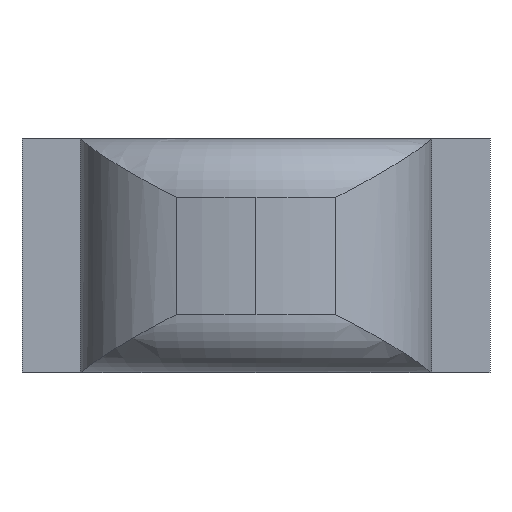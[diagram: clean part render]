
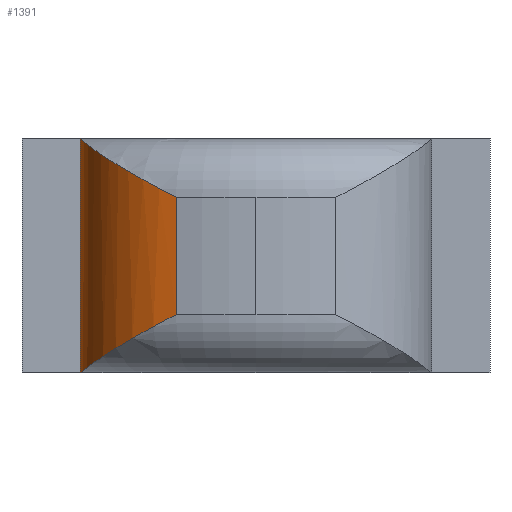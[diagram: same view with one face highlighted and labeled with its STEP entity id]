
A CAD part, left-side view. The second image highlights one B-rep face of the part: STEP entity #1391.
In plain terms, the highlighted cylindrical face has radius 1.125 mm (diameter 2.25 mm), a partial arc.
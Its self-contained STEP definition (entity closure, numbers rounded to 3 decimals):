
#1323 = EDGE_CURVE ( 'NONE', #2182, #1676, #9436, .T. ) ;
#1369 = ORIENTED_EDGE ( 'NONE', *, *, #1323, .F. ) ;
#1370 = ORIENTED_EDGE ( 'NONE', *, *, #2282, .F. ) ;
#1371 = ORIENTED_EDGE ( 'NONE', *, *, #1386, .F. ) ;
#1372 = ORIENTED_EDGE ( 'NONE', *, *, #2255, .F. ) ;
#1386 = EDGE_CURVE ( 'NONE', #2256, #2233, #9552, .T. ) ;
#1391 = ADVANCED_FACE ( 'NONE', ( #9596 ), #9628, .T. ) ;
#1392 = EDGE_LOOP ( 'NONE', ( #1369, #1370, #1371, #1372 ) ) ;
#1676 = VERTEX_POINT ( 'NONE', #10481 ) ;
#2182 = VERTEX_POINT ( 'NONE', #12241 ) ;
#2233 = VERTEX_POINT ( 'NONE', #12442 ) ;
#2255 = EDGE_CURVE ( 'NONE', #1676, #2256, #12471, .T. ) ;
#2256 = VERTEX_POINT ( 'NONE', #12467 ) ;
#2282 = EDGE_CURVE ( 'NONE', #2233, #2182, #12551, .T. ) ;
#9422 = CARTESIAN_POINT ( 'NONE',  ( -2.655, 0.682, 0.5 ) ) ;
#9423 = CARTESIAN_POINT ( 'NONE',  ( -2.592, 0.905, 0.614 ) ) ;
#9424 = CARTESIAN_POINT ( 'NONE',  ( -2.458, 1.109, 0.73 ) ) ;
#9425 = CARTESIAN_POINT ( 'NONE',  ( -2.176, 1.332, 0.873 ) ) ;
#9426 = CARTESIAN_POINT ( 'NONE',  ( -2.067, 1.393, 0.915 ) ) ;
#9427 = CARTESIAN_POINT ( 'NONE',  ( -1.832, 1.477, 0.978 ) ) ;
#9428 = CARTESIAN_POINT ( 'NONE',  ( -1.703, 1.5, 1. ) ) ;
#9429 = CARTESIAN_POINT ( 'NONE',  ( -1.573, 1.5, 1. ) ) ;
#9436 = B_SPLINE_CURVE_WITH_KNOTS ( 'NONE', 3,
 ( #9429, #9428, #9427, #9426, #9425, #9424, #9423, #9422 ),
 .UNSPECIFIED., .F., .F.,
 ( 4, 2, 2, 4 ),
 ( 0., 0., 0.001, 0.002 ),
 .UNSPECIFIED. ) ;
#9552 = B_SPLINE_CURVE_WITH_KNOTS ( 'NONE', 3,
 ( #9604, #9603, #9602, #9601, #9600, #9599, #9598, #9597 ),
 .UNSPECIFIED., .F., .F.,
 ( 4, 2, 2, 4 ),
 ( 0., 0.001, 0.001, 0.002 ),
 .UNSPECIFIED. ) ;
#9596 = FACE_OUTER_BOUND ( 'NONE', #1392, .T. ) ;
#9597 = CARTESIAN_POINT ( 'NONE',  ( -1.573, 1.5, -1. ) ) ;
#9598 = CARTESIAN_POINT ( 'NONE',  ( -1.703, 1.5, -1. ) ) ;
#9599 = CARTESIAN_POINT ( 'NONE',  ( -1.832, 1.477, -0.978 ) ) ;
#9600 = CARTESIAN_POINT ( 'NONE',  ( -2.067, 1.393, -0.915 ) ) ;
#9601 = CARTESIAN_POINT ( 'NONE',  ( -2.176, 1.332, -0.873 ) ) ;
#9602 = CARTESIAN_POINT ( 'NONE',  ( -2.458, 1.109, -0.73 ) ) ;
#9603 = CARTESIAN_POINT ( 'NONE',  ( -2.592, 0.905, -0.615 ) ) ;
#9604 = CARTESIAN_POINT ( 'NONE',  ( -2.655, 0.682, -0.5 ) ) ;
#9625 = DIRECTION ( 'NONE',  ( -1., 0., 0. ) ) ;
#9626 = DIRECTION ( 'NONE',  ( 0., 0., -1. ) ) ;
#9627 = AXIS2_PLACEMENT_3D ( 'NONE', #9629, #9626, #9625 ) ;
#9628 = CYLINDRICAL_SURFACE ( 'NONE', #9627, 1.125 ) ;
#9629 = CARTESIAN_POINT ( 'NONE',  ( -1.573, 0.375, 1. ) ) ;
#10481 = CARTESIAN_POINT ( 'NONE',  ( -2.655, 0.682, 0.5 ) ) ;
#12241 = CARTESIAN_POINT ( 'NONE',  ( -1.573, 1.5, 1. ) ) ;
#12442 = CARTESIAN_POINT ( 'NONE',  ( -1.573, 1.5, -1. ) ) ;
#12467 = CARTESIAN_POINT ( 'NONE',  ( -2.655, 0.682, -0.5 ) ) ;
#12468 = DIRECTION ( 'NONE',  ( 0., 0., -1. ) ) ;
#12469 = VECTOR ( 'NONE', #12468, 1000. ) ;
#12470 = CARTESIAN_POINT ( 'NONE',  ( -2.655, 0.682, 1. ) ) ;
#12471 = LINE ( 'NONE', #12470, #12469 ) ;
#12548 = DIRECTION ( 'NONE',  ( 0., 0., 1. ) ) ;
#12549 = VECTOR ( 'NONE', #12548, 1000. ) ;
#12550 = CARTESIAN_POINT ( 'NONE',  ( -1.573, 1.5, 1. ) ) ;
#12551 = LINE ( 'NONE', #12550, #12549 ) ;
